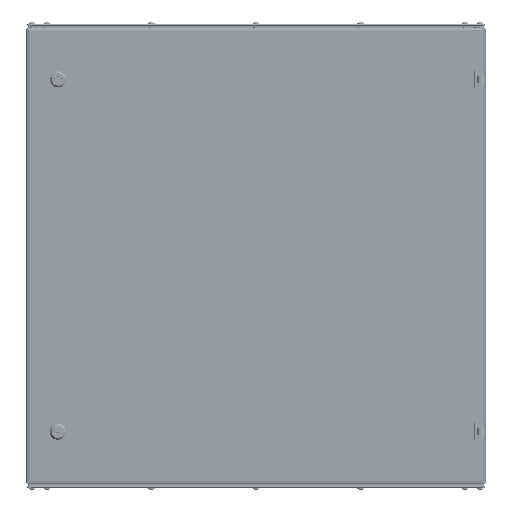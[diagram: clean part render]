
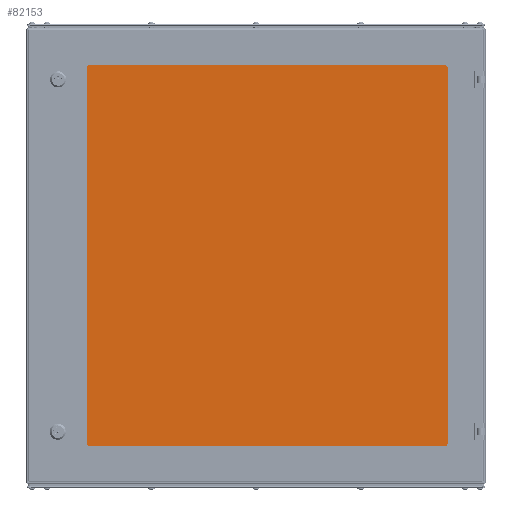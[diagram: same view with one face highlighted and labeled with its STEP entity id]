
A CAD part, top view. The second image highlights one B-rep face of the part: STEP entity #82153.
In plain terms, the highlighted planar face has unit normal (0, 0, 1).
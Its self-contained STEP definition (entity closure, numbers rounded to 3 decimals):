
#351 = CARTESIAN_POINT ( 'NONE',  ( 327.75, -345.5, 4. ) ) ;
#1006 = EDGE_LOOP ( 'NONE', ( #55876, #36380, #67928, #84806, #76624, #48172, #58472, #4227 ) ) ;
#1785 = VERTEX_POINT ( 'NONE', #61862 ) ;
#2153 = LINE ( 'NONE', #75977, #26520 ) ;
#3905 = VERTEX_POINT ( 'NONE', #75365 ) ;
#4227 = ORIENTED_EDGE ( 'NONE', *, *, #56925, .T. ) ;
#5888 = VERTEX_POINT ( 'NONE', #87253 ) ;
#7998 = CARTESIAN_POINT ( 'NONE',  ( -327.75, -345.5, 4. ) ) ;
#8418 = DIRECTION ( 'NONE',  ( 1., 0., 0. ) ) ;
#8451 = CIRCLE ( 'NONE', #31167, 10. ) ;
#9954 = EDGE_CURVE ( 'NONE', #56175, #5888, #62217, .T. ) ;
#15595 = VECTOR ( 'NONE', #67087, 1000. ) ;
#16680 = AXIS2_PLACEMENT_3D ( 'NONE', #42261, #75182, #82267 ) ;
#19502 = EDGE_CURVE ( 'NONE', #3905, #1785, #64843, .T. ) ;
#21899 = CARTESIAN_POINT ( 'NONE',  ( 0., 0., 4. ) ) ;
#22730 = CIRCLE ( 'NONE', #52586, 10. ) ;
#26257 = CARTESIAN_POINT ( 'NONE',  ( -317.75, -345.5, 4. ) ) ;
#26520 = VECTOR ( 'NONE', #8418, 1000. ) ;
#26754 = CARTESIAN_POINT ( 'NONE',  ( 317.75, -345.5, 4. ) ) ;
#27683 = PLANE ( 'NONE',  #66315 ) ;
#28452 = DIRECTION ( 'NONE',  ( 0., -1., 0. ) ) ;
#28995 = DIRECTION ( 'NONE',  ( -1., 0., 0. ) ) ;
#29655 = VERTEX_POINT ( 'NONE', #26257 ) ;
#31167 = AXIS2_PLACEMENT_3D ( 'NONE', #85907, #57534, #57973 ) ;
#36086 = FACE_OUTER_BOUND ( 'NONE', #1006, .T. ) ;
#36380 = ORIENTED_EDGE ( 'NONE', *, *, #45036, .T. ) ;
#42261 = CARTESIAN_POINT ( 'NONE',  ( 317.75, 335.5, 4. ) ) ;
#44505 = VERTEX_POINT ( 'NONE', #51455 ) ;
#44600 = CARTESIAN_POINT ( 'NONE',  ( -317.75, -335.5, 4. ) ) ;
#45036 = EDGE_CURVE ( 'NONE', #48869, #49310, #82736, .T. ) ;
#45195 = VECTOR ( 'NONE', #69793, 1000. ) ;
#45483 = DIRECTION ( 'NONE',  ( 0., 0., 1. ) ) ;
#48172 = ORIENTED_EDGE ( 'NONE', *, *, #75399, .T. ) ;
#48541 = CARTESIAN_POINT ( 'NONE',  ( -327.75, 335.5, 4. ) ) ;
#48869 = VERTEX_POINT ( 'NONE', #26754 ) ;
#49286 = CIRCLE ( 'NONE', #16680, 10. ) ;
#49310 = VERTEX_POINT ( 'NONE', #52043 ) ;
#51455 = CARTESIAN_POINT ( 'NONE',  ( 327.75, 335.5, 4. ) ) ;
#51772 = DIRECTION ( 'NONE',  ( 0., 0., 1. ) ) ;
#52043 = CARTESIAN_POINT ( 'NONE',  ( 327.75, -335.5, 4. ) ) ;
#52586 = AXIS2_PLACEMENT_3D ( 'NONE', #44600, #45483, #78375 ) ;
#54221 = EDGE_CURVE ( 'NONE', #49310, #44505, #60834, .T. ) ;
#55876 = ORIENTED_EDGE ( 'NONE', *, *, #84892, .T. ) ;
#56175 = VERTEX_POINT ( 'NONE', #48541 ) ;
#56925 = EDGE_CURVE ( 'NONE', #5888, #29655, #22730, .T. ) ;
#57534 = DIRECTION ( 'NONE',  ( 0., 0., 1. ) ) ;
#57973 = DIRECTION ( 'NONE',  ( -1., 0., 0. ) ) ;
#58472 = ORIENTED_EDGE ( 'NONE', *, *, #9954, .T. ) ;
#60834 = LINE ( 'NONE', #351, #15595 ) ;
#61862 = CARTESIAN_POINT ( 'NONE',  ( -317.75, 345.5, 4. ) ) ;
#62217 = LINE ( 'NONE', #7998, #83232 ) ;
#63209 = DIRECTION ( 'NONE',  ( 0., 0., -1. ) ) ;
#64843 = LINE ( 'NONE', #71545, #45195 ) ;
#66315 = AXIS2_PLACEMENT_3D ( 'NONE', #21899, #63209, #28995 ) ;
#66853 = CARTESIAN_POINT ( 'NONE',  ( 317.75, -335.5, 4. ) ) ;
#67087 = DIRECTION ( 'NONE',  ( 0., 1., 0. ) ) ;
#67806 = EDGE_CURVE ( 'NONE', #44505, #3905, #49286, .T. ) ;
#67928 = ORIENTED_EDGE ( 'NONE', *, *, #54221, .T. ) ;
#69793 = DIRECTION ( 'NONE',  ( -1., 0., 0. ) ) ;
#71545 = CARTESIAN_POINT ( 'NONE',  ( -327.75, 345.5, 4. ) ) ;
#71619 = AXIS2_PLACEMENT_3D ( 'NONE', #66853, #51772, #78831 ) ;
#75182 = DIRECTION ( 'NONE',  ( 0., 0., 1. ) ) ;
#75365 = CARTESIAN_POINT ( 'NONE',  ( 317.75, 345.5, 4. ) ) ;
#75399 = EDGE_CURVE ( 'NONE', #1785, #56175, #8451, .T. ) ;
#75977 = CARTESIAN_POINT ( 'NONE',  ( -327.75, -345.5, 4. ) ) ;
#76624 = ORIENTED_EDGE ( 'NONE', *, *, #19502, .T. ) ;
#78375 = DIRECTION ( 'NONE',  ( -1., 0., 0. ) ) ;
#78831 = DIRECTION ( 'NONE',  ( -1., 0., 0. ) ) ;
#82153 = ADVANCED_FACE ( 'NONE', ( #36086 ), #27683, .F. ) ;
#82267 = DIRECTION ( 'NONE',  ( -1., 0., 0. ) ) ;
#82736 = CIRCLE ( 'NONE', #71619, 10. ) ;
#83232 = VECTOR ( 'NONE', #28452, 1000. ) ;
#84806 = ORIENTED_EDGE ( 'NONE', *, *, #67806, .T. ) ;
#84892 = EDGE_CURVE ( 'NONE', #29655, #48869, #2153, .T. ) ;
#85907 = CARTESIAN_POINT ( 'NONE',  ( -317.75, 335.5, 4. ) ) ;
#87253 = CARTESIAN_POINT ( 'NONE',  ( -327.75, -335.5, 4. ) ) ;
